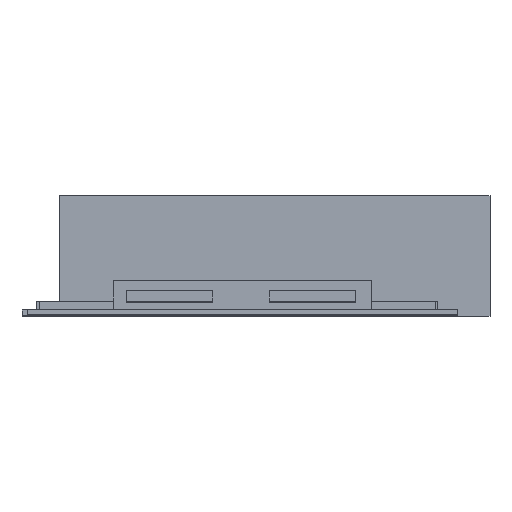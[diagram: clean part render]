
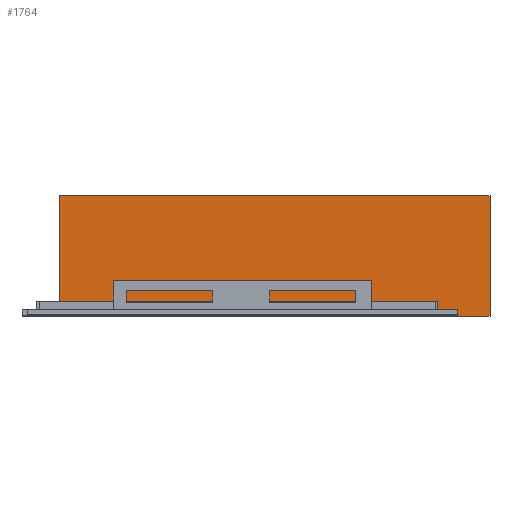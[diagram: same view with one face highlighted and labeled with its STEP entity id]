
A CAD part, top view. The second image highlights one B-rep face of the part: STEP entity #1764.
In plain terms, the highlighted planar face has unit normal (0, 0, 1).
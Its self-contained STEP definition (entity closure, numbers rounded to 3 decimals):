
#66=PLANE('',#1878);
#202=FACE_OUTER_BOUND('',#296,.T.);
#296=EDGE_LOOP('',(#1286,#1287,#1288,#1289));
#437=LINE('',#2677,#614);
#438=LINE('',#2679,#615);
#439=LINE('',#2681,#616);
#440=LINE('',#2682,#617);
#614=VECTOR('',#2042,10.);
#615=VECTOR('',#2043,10.);
#616=VECTOR('',#2044,10.);
#617=VECTOR('',#2045,10.);
#831=VERTEX_POINT('',#2675);
#832=VERTEX_POINT('',#2676);
#833=VERTEX_POINT('',#2678);
#834=VERTEX_POINT('',#2680);
#1015=EDGE_CURVE('',#831,#832,#437,.T.);
#1016=EDGE_CURVE('',#833,#831,#438,.T.);
#1017=EDGE_CURVE('',#834,#833,#439,.T.);
#1018=EDGE_CURVE('',#832,#834,#440,.T.);
#1286=ORIENTED_EDGE('',*,*,#1015,.F.);
#1287=ORIENTED_EDGE('',*,*,#1016,.F.);
#1288=ORIENTED_EDGE('',*,*,#1017,.F.);
#1289=ORIENTED_EDGE('',*,*,#1018,.F.);
#1764=ADVANCED_FACE('',(#202),#66,.F.);
#1878=AXIS2_PLACEMENT_3D('',#2674,#2040,#2041);
#2040=DIRECTION('center_axis',(0.,0.,-1.));
#2041=DIRECTION('ref_axis',(-1.,0.,0.));
#2042=DIRECTION('',(1.,0.,0.));
#2043=DIRECTION('',(0.,1.,0.));
#2044=DIRECTION('',(-1.,0.,0.));
#2045=DIRECTION('',(0.,-1.,0.));
#2674=CARTESIAN_POINT('Origin',(-63.5,-10.,60.));
#2675=CARTESIAN_POINT('',(-63.5,25.,60.));
#2676=CARTESIAN_POINT('',(86.5,25.,60.));
#2677=CARTESIAN_POINT('',(-32.25,25.,60.));
#2678=CARTESIAN_POINT('',(-63.5,-17.,60.));
#2679=CARTESIAN_POINT('',(-63.5,-10.,60.));
#2680=CARTESIAN_POINT('',(86.5,-17.,60.));
#2681=CARTESIAN_POINT('',(-32.25,-17.,60.));
#2682=CARTESIAN_POINT('',(86.5,-10.,60.));
